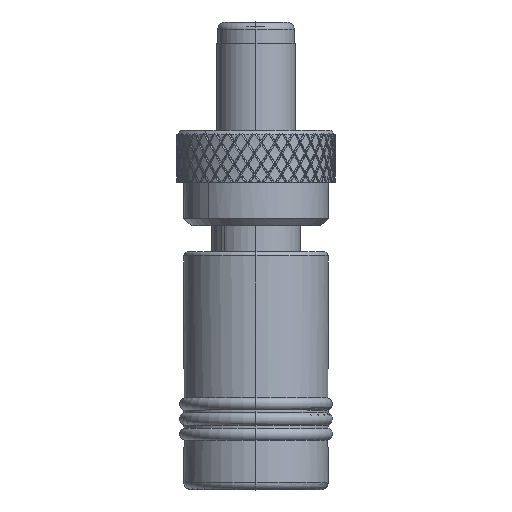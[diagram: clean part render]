
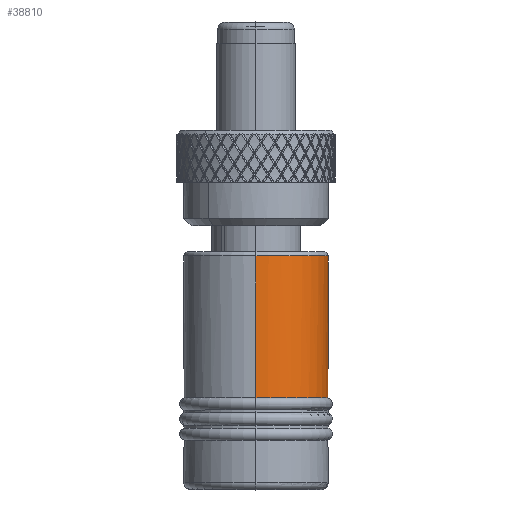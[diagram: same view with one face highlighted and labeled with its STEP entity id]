
A CAD part, top view. The second image highlights one B-rep face of the part: STEP entity #38810.
In plain terms, the highlighted cylindrical face has radius 5 mm (diameter 10 mm), a partial arc.
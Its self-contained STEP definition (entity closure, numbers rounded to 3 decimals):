
#437 = CARTESIAN_POINT ( 'NONE',  ( 8.205, 1.566, 4.752 ) ) ;
#1585 = CARTESIAN_POINT ( 'NONE',  ( 8.5, 0., 5. ) ) ;
#3628 = CARTESIAN_POINT ( 'NONE',  ( 8.488, 0.322, 4.99 ) ) ;
#4842 = CARTESIAN_POINT ( 'NONE',  ( 16.5, 0., 0. ) ) ;
#5814 = DIRECTION ( 'NONE',  ( -1., 0., 0. ) ) ;
#5894 = EDGE_CURVE ( 'NONE', #10666, #37497, #80928, .T. ) ;
#6829 = CARTESIAN_POINT ( 'NONE',  ( 8.488, 0.322, 4.99 ) ) ;
#8094 = CARTESIAN_POINT ( 'NONE',  ( 8.372, 1.052, 4.891 ) ) ;
#10321 = FACE_OUTER_BOUND ( 'NONE', #94298, .T. ) ;
#10666 = VERTEX_POINT ( 'NONE', #63882 ) ;
#13172 = ORIENTED_EDGE ( 'NONE', *, *, #25377, .T. ) ;
#15088 = CARTESIAN_POINT ( 'NONE',  ( 8.135, 1.732, 4.694 ) ) ;
#19773 = DIRECTION ( 'NONE',  ( 1., 0., 0. ) ) ;
#20777 = EDGE_CURVE ( 'NONE', #92997, #23399, #88329, .T. ) ;
#21795 = CARTESIAN_POINT ( 'NONE',  ( 8.498, 0.161, 4.998 ) ) ;
#23399 = VERTEX_POINT ( 'NONE', #3628 ) ;
#25377 = EDGE_CURVE ( 'NONE', #23399, #27005, #33393, .T. ) ;
#27005 = VERTEX_POINT ( 'NONE', #1585 ) ;
#27421 = CARTESIAN_POINT ( 'NONE',  ( 16.2, 0., 0. ) ) ;
#31039 = CARTESIAN_POINT ( 'NONE',  ( 7.98, 2.045, 4.566 ) ) ;
#33393 = B_SPLINE_CURVE_WITH_KNOTS ( 'NONE', 3,
 ( #6829, #67309, #21795, #82928, #89914 ),
 .UNSPECIFIED., .F., .F.,
 ( 4, 1, 4 ),
 ( 0.014, 0.014, 0.014 ),
 .UNSPECIFIED. ) ;
#33425 = AXIS2_PLACEMENT_3D ( 'NONE', #96967, #74346, #88016 ) ;
#34439 = VERTEX_POINT ( 'NONE', #56301 ) ;
#35307 = CIRCLE ( 'NONE', #91759, 5. ) ;
#37497 = VERTEX_POINT ( 'NONE', #92845 ) ;
#37668 = CYLINDRICAL_SURFACE ( 'NONE', #44073, 5. ) ;
#38337 = CARTESIAN_POINT ( 'NONE',  ( 6.374, 3.681, 3.384 ) ) ;
#38664 = CARTESIAN_POINT ( 'NONE',  ( 8.488, 0.322, 4.99 ) ) ;
#38798 = EDGE_CURVE ( 'NONE', #34439, #37497, #35307, .T. ) ;
#38810 = ADVANCED_FACE ( 'NONE', ( #10321 ), #37668, .T. ) ;
#39325 = CARTESIAN_POINT ( 'NONE',  ( 7.894, 2.193, 4.496 ) ) ;
#43699 = DIRECTION ( 'NONE',  ( 0., 0., -1. ) ) ;
#43828 = ORIENTED_EDGE ( 'NONE', *, *, #5894, .F. ) ;
#44073 = AXIS2_PLACEMENT_3D ( 'NONE', #4842, #66627, #50996 ) ;
#44211 = ORIENTED_EDGE ( 'NONE', *, *, #38798, .T. ) ;
#46051 = ORIENTED_EDGE ( 'NONE', *, *, #57918, .T. ) ;
#50996 = DIRECTION ( 'NONE',  ( 0., 0., -1. ) ) ;
#53610 = CARTESIAN_POINT ( 'NONE',  ( 8.323, 1.226, 4.851 ) ) ;
#56301 = CARTESIAN_POINT ( 'NONE',  ( 16.2, 0., 5. ) ) ;
#57918 = EDGE_CURVE ( 'NONE', #10666, #92997, #74722, .T. ) ;
#63882 = CARTESIAN_POINT ( 'NONE',  ( 6.374, 0., -5. ) ) ;
#66414 = DIRECTION ( 'NONE',  ( 1., 0., 0. ) ) ;
#66627 = DIRECTION ( 'NONE',  ( 1., 0., 0. ) ) ;
#66752 = CARTESIAN_POINT ( 'NONE',  ( 16.5, 0., -5. ) ) ;
#67309 = CARTESIAN_POINT ( 'NONE',  ( 8.492, 0.268, 4.993 ) ) ;
#68246 = CARTESIAN_POINT ( 'NONE',  ( 6.92, 3.323, 3.747 ) ) ;
#68556 = CARTESIAN_POINT ( 'NONE',  ( 7.615, 2.619, 4.271 ) ) ;
#69235 = CARTESIAN_POINT ( 'NONE',  ( 8.474, 0.508, 4.978 ) ) ;
#70412 = LINE ( 'NONE', #88532, #81096 ) ;
#71370 = ORIENTED_EDGE ( 'NONE', *, *, #74974, .T. ) ;
#74346 = DIRECTION ( 'NONE',  ( 1., 0., 0. ) ) ;
#74722 = CIRCLE ( 'NONE', #33425, 5. ) ;
#74974 = EDGE_CURVE ( 'NONE', #27005, #34439, #70412, .T. ) ;
#76538 = CARTESIAN_POINT ( 'NONE',  ( 6.658, 3.517, 3.562 ) ) ;
#80928 = LINE ( 'NONE', #66752, #84563 ) ;
#81096 = VECTOR ( 'NONE', #19773, 1000. ) ;
#82928 = CARTESIAN_POINT ( 'NONE',  ( 8.5, 0.054, 5. ) ) ;
#84198 = CARTESIAN_POINT ( 'NONE',  ( 8.447, 0.694, 4.955 ) ) ;
#84563 = VECTOR ( 'NONE', #66414, 1000. ) ;
#88016 = DIRECTION ( 'NONE',  ( 0., 0., -1. ) ) ;
#88329 = B_SPLINE_CURVE_WITH_KNOTS ( 'NONE', 3,
 ( #38337, #76538, #68246, #91810, #68556, #39325, #31039, #15088, #437, #53610, #8094, #84198, #69235, #38664 ),
 .UNSPECIFIED., .F., .F.,
 ( 4, 2, 2, 2, 2, 2, 4 ),
 ( 0.009, 0.011, 0.012, 0.012, 0.013, 0.013, 0.014 ),
 .UNSPECIFIED. ) ;
#88532 = CARTESIAN_POINT ( 'NONE',  ( 16.5, 0., 5. ) ) ;
#89914 = CARTESIAN_POINT ( 'NONE',  ( 8.5, 0., 5. ) ) ;
#91759 = AXIS2_PLACEMENT_3D ( 'NONE', #27421, #5814, #43699 ) ;
#91810 = CARTESIAN_POINT ( 'NONE',  ( 7.396, 2.876, 4.1 ) ) ;
#92447 = ORIENTED_EDGE ( 'NONE', *, *, #20777, .T. ) ;
#92845 = CARTESIAN_POINT ( 'NONE',  ( 16.2, 0., -5. ) ) ;
#92997 = VERTEX_POINT ( 'NONE', #95027 ) ;
#94298 = EDGE_LOOP ( 'NONE', ( #13172, #71370, #44211, #43828, #46051, #92447 ) ) ;
#95027 = CARTESIAN_POINT ( 'NONE',  ( 6.374, 3.681, 3.384 ) ) ;
#96967 = CARTESIAN_POINT ( 'NONE',  ( 6.374, 0., 0. ) ) ;
